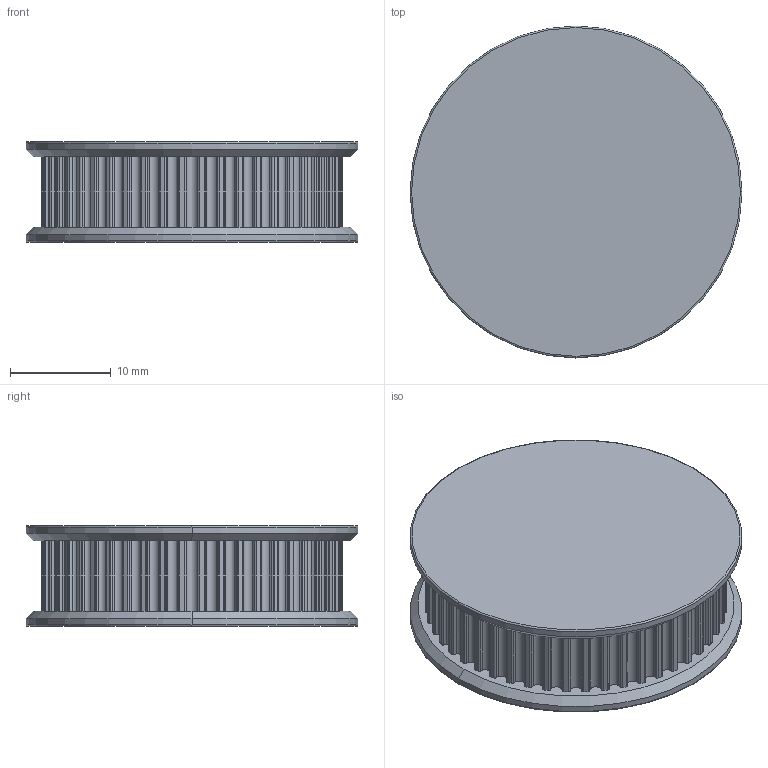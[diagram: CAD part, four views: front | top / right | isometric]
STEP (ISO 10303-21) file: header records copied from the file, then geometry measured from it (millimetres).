
FILE_DESCRIPTION (( 'STEP AP203' ), '1' );
FILE_NAME ('GT2_48T_mod.STEP', '2018-11-20T14:48:51', ( '' ), ( '' ), 'SwSTEP 2.0', 'SolidWorks 2017', '' );
FILE_SCHEMA (( 'CONFIG_CONTROL_DESIGN' ));
Length unit declared in the file: millimetre
Products named in the file (1): GT2_48T_mod
Bounding box: 33 x 33 x 10 mm (x, y, z)
Volume: 6736.1 mm3; surface area: 3459.3 mm2
Topology: 1 solids, 1 shells, 450 faces, 1325 edges, 880 vertices
Faces by surface type: cylinder 339, plane 101, cone 6, torus 4
Entity records: 15418 total; most frequent: DIRECTION 2919, CARTESIAN_POINT 2656, ORIENTED_EDGE 2650, EDGE_CURVE 1325, AXIS2_PLACEMENT_3D 1143, VERTEX_POINT 880, CIRCLE 692, LINE 633
